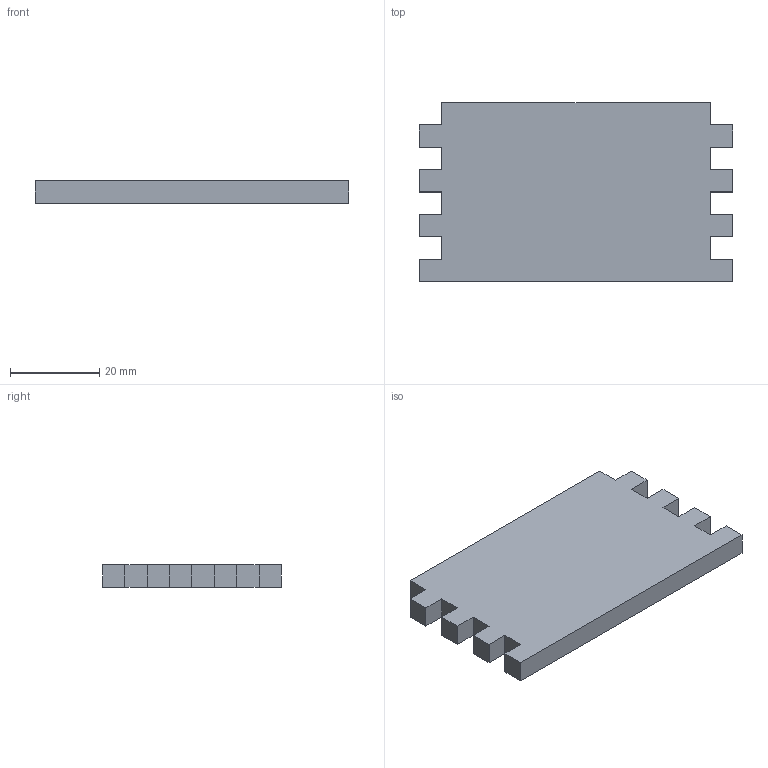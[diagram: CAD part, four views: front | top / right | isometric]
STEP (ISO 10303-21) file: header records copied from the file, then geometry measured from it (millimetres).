
FILE_DESCRIPTION(/* description */ (''),/* implementation_level */ '2;1');
FILE_NAME(/* name */ 'frontalCUBIERTASUPERIOR.step',/* time_stamp */ '2018-10-05T18:16:43+02:00',/* author */ ('Rodrigo HC'),/* organization */ (''),/* preprocessor_version */ 'ST-DEVELOPER v16.1',/* originating_system */ 'Autodesk Inventor 2016',/* authorisation */ '');
FILE_SCHEMA (('AUTOMOTIVE_DESIGN { 1 0 10303 214 3 1 1 }'));
Length unit declared in the file: millimetre
Products named in the file (1): frontalCUBIERTASUPERIOR
Bounding box: 70 x 40 x 5 mm (x, y, z)
Volume: 13000 mm3; surface area: 6600 mm2
Topology: 1 solids, 1 shells, 34 faces, 213 edges, 298 vertices
Faces by surface type: plane 34
Entity records: 1933 total; most frequent: CARTESIAN_POINT 546, DIRECTION 283, LINE 213, VECTOR 213, ORIENTED_EDGE 192, TRIMMED_CURVE 117, EDGE_CURVE 96, VERTEX_POINT 64
